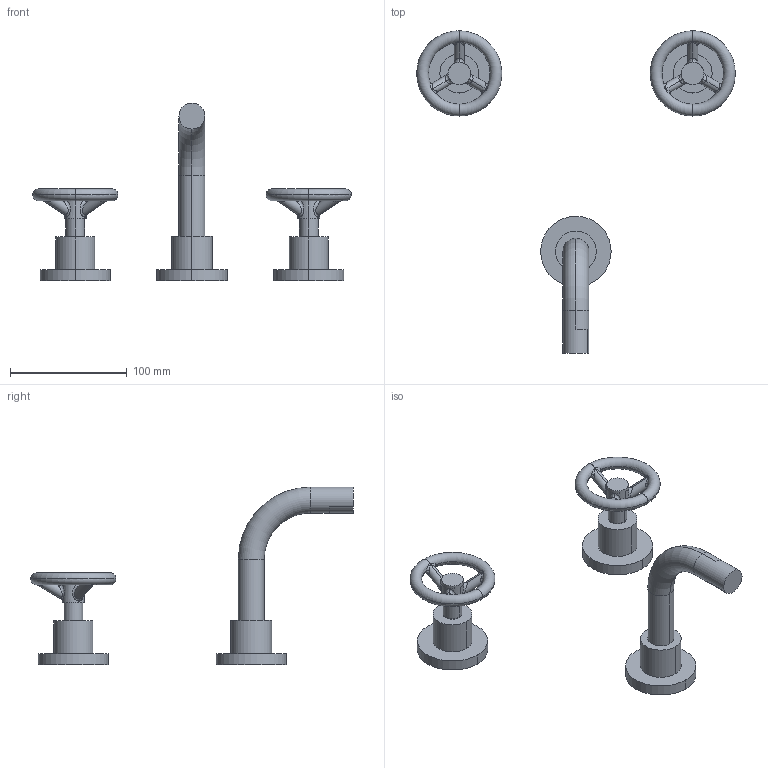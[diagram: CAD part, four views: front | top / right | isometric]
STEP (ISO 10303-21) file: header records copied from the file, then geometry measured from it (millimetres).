
FILE_DESCRIPTION((''),'2;1');
FILE_NAME('3-2925_SW0001','2020-12-02T10:43:25',('rsmith'),(''),'CREO PARAMETRIC BY PTC INC, 2018400','CREO PARAMETRIC BY PTC INC, 2018400','');
FILE_SCHEMA(('AUTOMOTIVE_DESIGN { 1 0 10303 214 1 1 1 1 }'));
Length unit declared in the file: inch
Products named in the file (1): 3-2925_SW0001
Bounding box: 273.05 x 276.29 x 152.34 mm (x, y, z)
Volume: 281526.2 mm3; surface area: 62909.6 mm2
Topology: 3 solids, 3 shells, 96 faces, 236 edges, 146 vertices
Faces by surface type: bspline 36, cylinder 36, plane 14, torus 10
Entity records: 9421 total; most frequent: CARTESIAN_POINT 5679, ORIENTED_EDGE 472, DIRECTION 400, PRESENTATION_STYLE_ASSIGNMENT 334, STYLED_ITEM 239, CURVE_STYLE 236, EDGE_CURVE 236, AXIS2_PLACEMENT_3D 176
